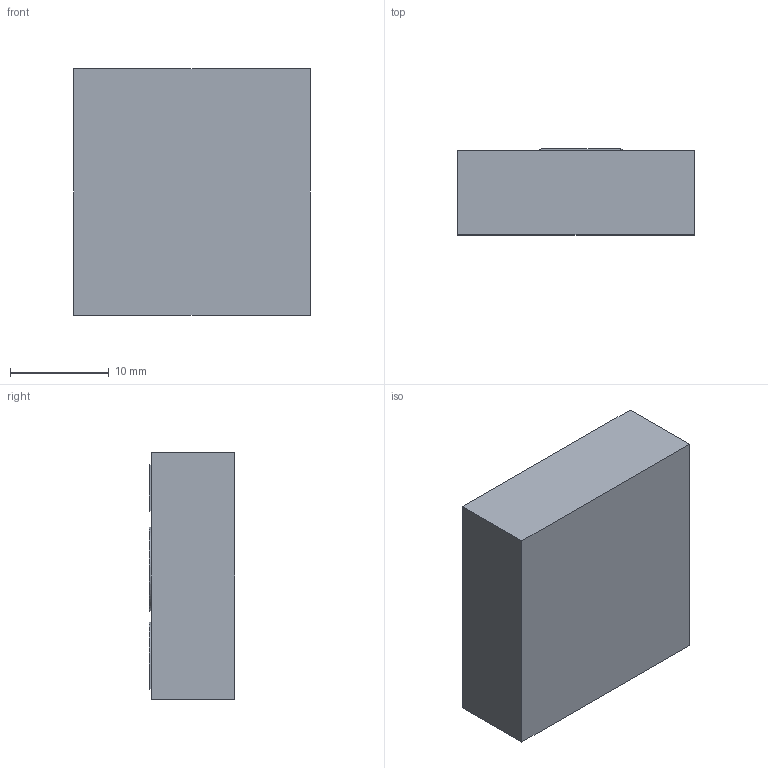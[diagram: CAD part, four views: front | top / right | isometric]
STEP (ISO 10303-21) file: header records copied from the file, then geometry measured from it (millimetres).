
FILE_DESCRIPTION(/* description */ (''),/* implementation_level */ '2;1');
FILE_NAME(/* name */ 'dge_25a_tb_eg_100_lf_10.stp',/* time_stamp */ '2025-01-31T12:15:29-05:00',/* author */ ('sara_'),/* organization */ ('TraceParts S.A.'),/* preprocessor_version */ 'ST-DEVELOPER v19.2',/* originating_system */ 'Autodesk Inventor 2024',/* authorisation */ '');
FILE_SCHEMA (('AUTOMOTIVE_DESIGN { 1 0 10303 214 3 1 1 }'));
Length unit declared in the file: millimetre
Products named in the file (1): dge_25a_tb_eg_100_lf_10
Bounding box: 24 x 8.7 x 25 mm (x, y, z)
Volume: 5112.9 mm3; surface area: 2060.2 mm2
Topology: 1 solids, 1 shells, 48 faces, 126 edges, 84 vertices
Faces by surface type: plane 32, bspline 16
Entity records: 2517 total; most frequent: CARTESIAN_POINT 1395, ORIENTED_EDGE 252, DIRECTION 160, EDGE_CURVE 126, LINE 94, VECTOR 94, VERTEX_POINT 84, EDGE_LOOP 52
